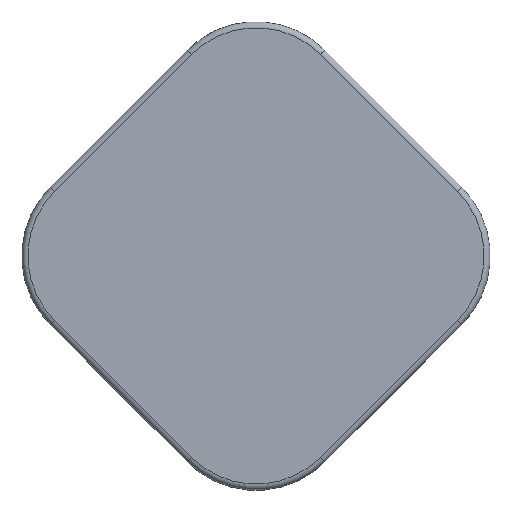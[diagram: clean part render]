
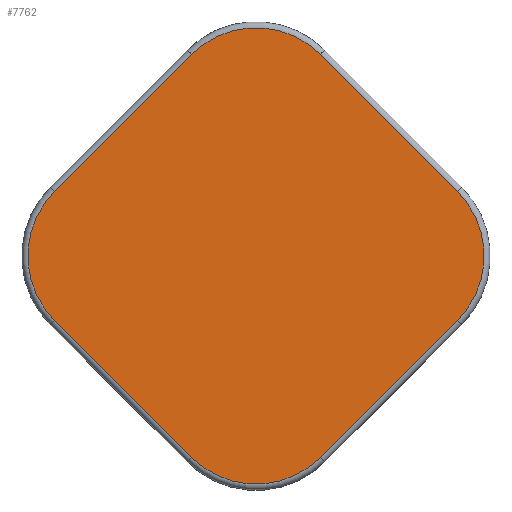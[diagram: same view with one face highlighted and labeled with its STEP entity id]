
A CAD part, top view. The second image highlights one B-rep face of the part: STEP entity #7762.
In plain terms, the highlighted planar face has unit normal (0, 0, 1).
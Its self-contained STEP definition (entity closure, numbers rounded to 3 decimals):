
#588=FACE_OUTER_BOUND('',#1033,.T.);
#1033=EDGE_LOOP('',(#6680,#6681,#6682,#6683,#6684,#6685,#6686,#6687));
#1262=CIRCLE('',#8351,7.5);
#1268=CIRCLE('',#8359,7.5);
#1272=CIRCLE('',#8365,7.5);
#1276=CIRCLE('',#8371,7.5);
#2040=LINE('',#12771,#2874);
#2042=LINE('',#12783,#2876);
#2044=LINE('',#12795,#2878);
#2047=LINE('',#12806,#2881);
#2874=VECTOR('',#10259,10.);
#2876=VECTOR('',#10273,10.);
#2878=VECTOR('',#10287,10.);
#2881=VECTOR('',#10300,10.);
#3571=VERTEX_POINT('',#12757);
#3572=VERTEX_POINT('',#12759);
#3574=VERTEX_POINT('',#12765);
#3577=VERTEX_POINT('',#12773);
#3579=VERTEX_POINT('',#12779);
#3581=VERTEX_POINT('',#12785);
#3583=VERTEX_POINT('',#12791);
#3585=VERTEX_POINT('',#12797);
#4604=EDGE_CURVE('',#3571,#3572,#1262,.T.);
#4610=EDGE_CURVE('',#3572,#3574,#2040,.T.);
#4613=EDGE_CURVE('',#3574,#3577,#1268,.T.);
#4616=EDGE_CURVE('',#3577,#3579,#2042,.T.);
#4619=EDGE_CURVE('',#3579,#3581,#1272,.T.);
#4622=EDGE_CURVE('',#3581,#3583,#2044,.T.);
#4625=EDGE_CURVE('',#3583,#3585,#1276,.T.);
#4628=EDGE_CURVE('',#3585,#3571,#2047,.T.);
#6680=ORIENTED_EDGE('',*,*,#4604,.F.);
#6681=ORIENTED_EDGE('',*,*,#4628,.F.);
#6682=ORIENTED_EDGE('',*,*,#4625,.F.);
#6683=ORIENTED_EDGE('',*,*,#4622,.F.);
#6684=ORIENTED_EDGE('',*,*,#4619,.F.);
#6685=ORIENTED_EDGE('',*,*,#4616,.F.);
#6686=ORIENTED_EDGE('',*,*,#4613,.F.);
#6687=ORIENTED_EDGE('',*,*,#4610,.F.);
#7161=PLANE('',#8379);
#7762=ADVANCED_FACE('',(#588),#7161,.T.);
#8351=AXIS2_PLACEMENT_3D('',#12760,#10247,#10248);
#8359=AXIS2_PLACEMENT_3D('',#12777,#10266,#10267);
#8365=AXIS2_PLACEMENT_3D('',#12789,#10280,#10281);
#8371=AXIS2_PLACEMENT_3D('',#12801,#10294,#10295);
#8379=AXIS2_PLACEMENT_3D('',#12833,#10319,#10320);
#10247=DIRECTION('center_axis',(0.,0.,-1.));
#10248=DIRECTION('ref_axis',(0.,-1.,0.));
#10259=DIRECTION('',(-0.707,0.707,0.));
#10266=DIRECTION('center_axis',(0.,0.,-1.));
#10267=DIRECTION('ref_axis',(-1.,0.,0.));
#10273=DIRECTION('',(0.707,0.707,0.));
#10280=DIRECTION('center_axis',(0.,0.,-1.));
#10281=DIRECTION('ref_axis',(0.,1.,0.));
#10287=DIRECTION('',(0.707,-0.707,0.));
#10294=DIRECTION('center_axis',(0.,0.,-1.));
#10295=DIRECTION('ref_axis',(1.,0.,0.));
#10300=DIRECTION('',(-0.707,-0.707,0.));
#10319=DIRECTION('center_axis',(0.,0.,1.));
#10320=DIRECTION('ref_axis',(1.,0.,0.));
#12757=CARTESIAN_POINT('',(6.594,-12.795,7.));
#12759=CARTESIAN_POINT('',(-4.013,-12.795,7.));
#12760=CARTESIAN_POINT('Origin',(1.29,-7.492,7.));
#12765=CARTESIAN_POINT('',(-15.327,-1.482,7.));
#12771=CARTESIAN_POINT('',(-15.327,-1.482,7.));
#12773=CARTESIAN_POINT('',(-15.327,9.125,7.));
#12777=CARTESIAN_POINT('Origin',(-10.023,3.822,7.));
#12779=CARTESIAN_POINT('',(-4.013,20.439,7.));
#12783=CARTESIAN_POINT('',(-4.013,20.439,7.));
#12785=CARTESIAN_POINT('',(6.594,20.439,7.));
#12789=CARTESIAN_POINT('Origin',(1.29,15.135,7.));
#12791=CARTESIAN_POINT('',(17.907,9.125,7.));
#12795=CARTESIAN_POINT('',(17.907,9.125,7.));
#12797=CARTESIAN_POINT('',(17.907,-1.482,7.));
#12801=CARTESIAN_POINT('Origin',(12.604,3.822,7.));
#12806=CARTESIAN_POINT('',(11.175,-8.214,7.));
#12833=CARTESIAN_POINT('Origin',(1.29,3.822,7.));
